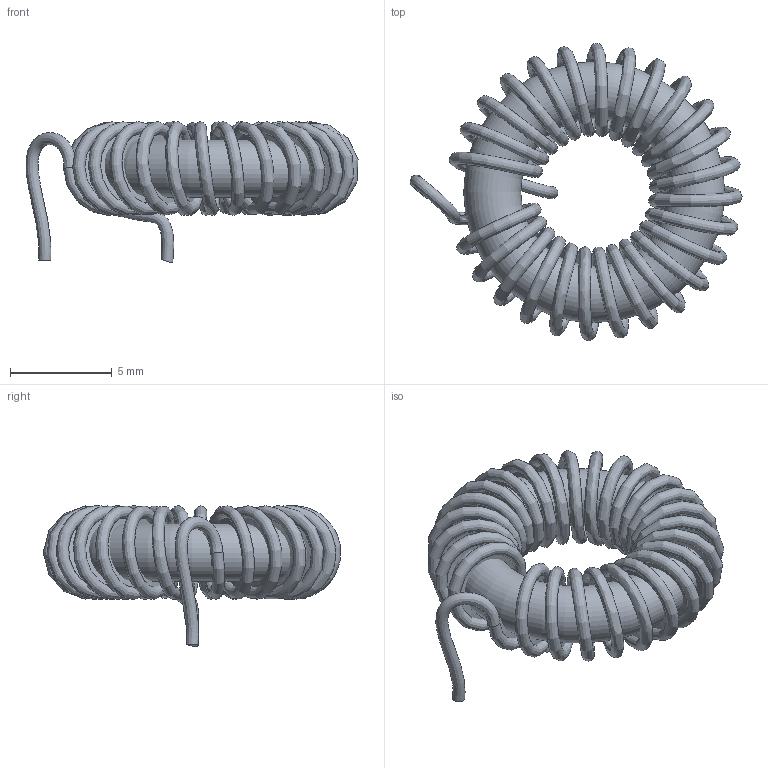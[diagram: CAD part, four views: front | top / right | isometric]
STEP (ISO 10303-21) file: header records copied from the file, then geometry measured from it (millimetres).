
FILE_DESCRIPTION(/* description */ (''),/* implementation_level */ '2;1');
FILE_NAME(/* name */ 'bobina.stp',/* time_stamp */ '2021-10-06T21:11:00-03:00',/* author */ ('Mayco'),/* organization */ (''),/* preprocessor_version */ 'ST-DEVELOPER v18.1',/* originating_system */ 'Autodesk Inventor 2021',/* authorisation */ '');
FILE_SCHEMA (('AUTOMOTIVE_DESIGN { 1 0 10303 214 3 1 1 }'));
Length unit declared in the file: millimetre
Products named in the file (1): bobina
Bounding box: 16.28 x 14.59 x 6.9 mm (x, y, z)
Volume: 290.9 mm3; surface area: 1266.6 mm2
Topology: 2 solids, 3 shells, 7 faces, 19 edges, 15 vertices
Faces by surface type: bspline 4, plane 2, torus 1
Entity records: 4788 total; most frequent: CARTESIAN_POINT 4561, ORIENTED_EDGE 34, DIRECTION 34, EDGE_CURVE 19, AXIS2_PLACEMENT_3D 16, VERTEX_POINT 15, CIRCLE 12, FACE_OUTER_BOUND 7
